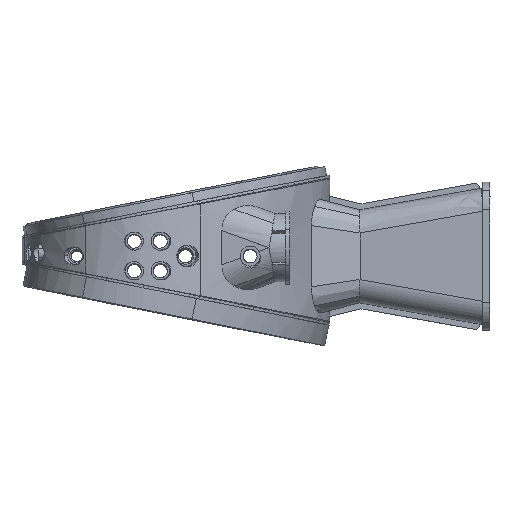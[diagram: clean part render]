
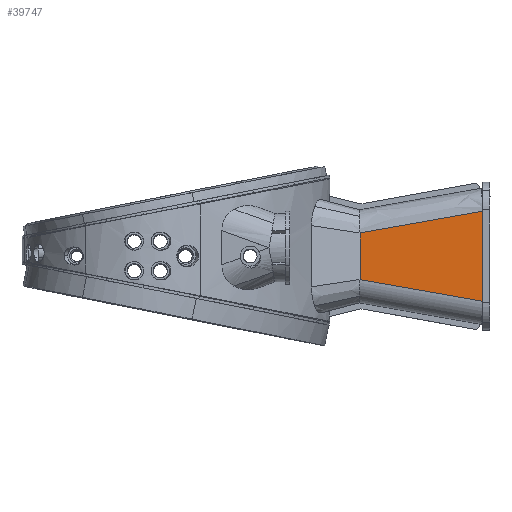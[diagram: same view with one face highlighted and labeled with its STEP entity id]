
A CAD part, top view. The second image highlights one B-rep face of the part: STEP entity #39747.
In plain terms, the highlighted planar face has unit normal (0, 0, 1).
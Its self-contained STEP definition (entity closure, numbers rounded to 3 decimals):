
#25934=CARTESIAN_POINT('Vertex',(2728.237,-126.453,445.002)) ;
#25938=CARTESIAN_POINT('Control Point',(2728.243,-125.745,445.002)) ;
#25939=CARTESIAN_POINT('Control Point',(2728.243,-125.981,445.002)) ;
#25940=CARTESIAN_POINT('Control Point',(2728.241,-126.217,445.002)) ;
#25941=CARTESIAN_POINT('Control Point',(2728.237,-126.453,445.002)) ;
#25942=CARTESIAN_POINT('Vertex',(2728.242,-125.745,445.002)) ;
#25964=CARTESIAN_POINT('Line Origine',(2728.242,0.,445.002)) ;
#25968=CARTESIAN_POINT('Vertex',(2728.242,125.744,445.002)) ;
#26089=CARTESIAN_POINT('Vertex',(2728.237,126.451,445.002)) ;
#26093=CARTESIAN_POINT('Control Point',(2728.242,125.744,445.002)) ;
#26094=CARTESIAN_POINT('Control Point',(2728.242,125.979,445.002)) ;
#26095=CARTESIAN_POINT('Control Point',(2728.24,126.215,445.002)) ;
#26096=CARTESIAN_POINT('Control Point',(2728.237,126.451,445.002)) ;
#39071=CARTESIAN_POINT('Control Point',(3389.998,243.042,445.002)) ;
#39072=CARTESIAN_POINT('Control Point',(3169.411,204.178,445.002)) ;
#39073=CARTESIAN_POINT('Control Point',(2948.824,165.314,445.002)) ;
#39074=CARTESIAN_POINT('Control Point',(2728.237,126.45,445.002)) ;
#39075=CARTESIAN_POINT('Vertex',(3389.998,243.041,445.002)) ;
#39712=CARTESIAN_POINT('Vertex',(3389.998,-243.04,445.002)) ;
#39716=CARTESIAN_POINT('Control Point',(3389.998,-243.04,445.002)) ;
#39717=CARTESIAN_POINT('Control Point',(2728.237,-126.453,445.002)) ;
#39729=CARTESIAN_POINT('Axis2P3D Location',(2719.999,-249.999,445.002)) ;
#39734=CARTESIAN_POINT('Line Origine',(3389.998,0.001,445.002)) ;
#25965=DIRECTION('Vector Direction',(0.,1.,0.)) ;
#39730=DIRECTION('Axis2P3D Direction',(0.,0.,1.)) ;
#39731=DIRECTION('Axis2P3D XDirection',(1.,0.,0.)) ;
#39735=DIRECTION('Vector Direction',(0.,1.,0.)) ;
#39732=AXIS2_PLACEMENT_3D('Plane Axis2P3D',#39729,#39730,#39731) ;
#39740=ORIENTED_EDGE('',*,*,#25970,.F.) ;
#39741=ORIENTED_EDGE('',*,*,#25944,.T.) ;
#39742=ORIENTED_EDGE('',*,*,#39718,.F.) ;
#39743=ORIENTED_EDGE('',*,*,#39738,.T.) ;
#39744=ORIENTED_EDGE('',*,*,#39077,.T.) ;
#39745=ORIENTED_EDGE('',*,*,#26097,.F.) ;
#25966=VECTOR('Line Direction',#25965,1.) ;
#39736=VECTOR('Line Direction',#39735,1.) ;
#39747=ADVANCED_FACE('MANIFOLD_SOLID_BREP #88280',(#39746),#39733,.T.) ;
#25937=B_SPLINE_CURVE_WITH_KNOTS('',3,(#25938,#25939,#25940,#25941),.UNSPECIFIED.,.F.,.U.,(4,4),(0.,0.948),.UNSPECIFIED.) ;
#26092=B_SPLINE_CURVE_WITH_KNOTS('',3,(#26093,#26094,#26095,#26096),.UNSPECIFIED.,.F.,.U.,(4,4),(0.,0.947),.UNSPECIFIED.) ;
#39070=B_SPLINE_CURVE_WITH_KNOTS('',3,(#39071,#39072,#39073,#39074),.UNSPECIFIED.,.F.,.U.,(4,4),(40.111,712.109),.UNSPECIFIED.) ;
#39715=B_SPLINE_CURVE_WITH_KNOTS('',1,(#39716,#39717),.UNSPECIFIED.,.F.,.U.,(2,2),(40.108,712.061),.UNSPECIFIED.) ;
#25944=EDGE_CURVE('',#25943,#25935,#25937,.T.) ;
#25970=EDGE_CURVE('',#25943,#25969,#25967,.T.) ;
#26097=EDGE_CURVE('',#25969,#26090,#26092,.T.) ;
#39077=EDGE_CURVE('',#39076,#26090,#39070,.T.) ;
#39718=EDGE_CURVE('',#39713,#25935,#39715,.T.) ;
#39738=EDGE_CURVE('',#39713,#39076,#39737,.T.) ;
#39739=EDGE_LOOP('',(#39740,#39741,#39742,#39743,#39744,#39745)) ;
#39746=FACE_OUTER_BOUND('',#39739,.T.) ;
#25967=LINE('Line',#25964,#25966) ;
#39737=LINE('Line',#39734,#39736) ;
#39733=PLANE('',#39732) ;
#25935=VERTEX_POINT('',#25934) ;
#25943=VERTEX_POINT('',#25942) ;
#25969=VERTEX_POINT('',#25968) ;
#26090=VERTEX_POINT('',#26089) ;
#39076=VERTEX_POINT('',#39075) ;
#39713=VERTEX_POINT('',#39712) ;
